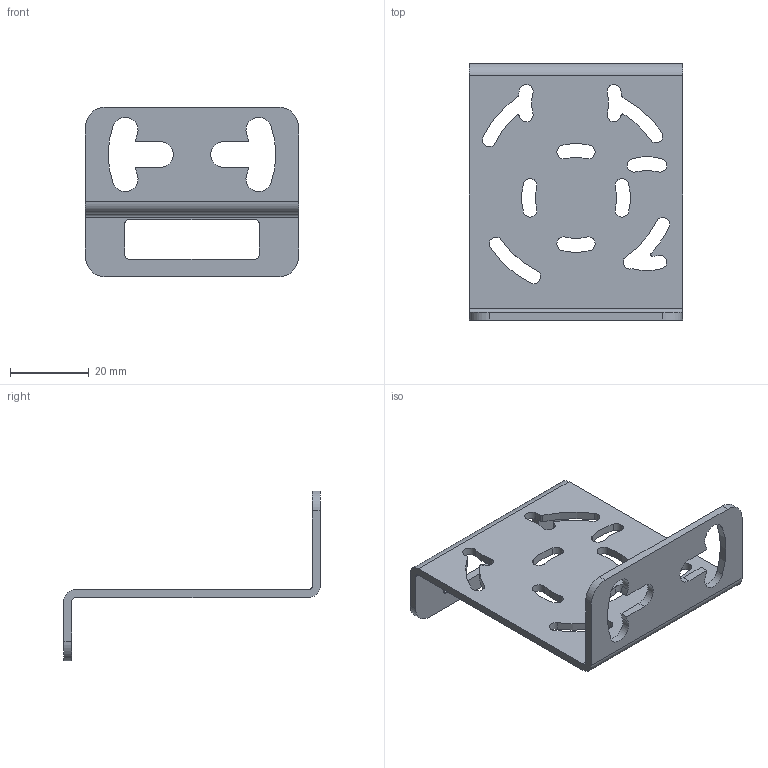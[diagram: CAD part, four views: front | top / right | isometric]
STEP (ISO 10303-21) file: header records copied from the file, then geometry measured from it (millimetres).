
FILE_DESCRIPTION((''),'2;1');
FILE_NAME('141776_SW','2008-08-08T',('banengservice'),('BANNER ENGINEERING'),'PRO/ENGINEER BY PARAMETRIC TECHNOLOGY CORPORATION, 2006170','PRO/ENGINEER BY PARAMETRIC TECHNOLOGY CORPORATION, 2006170','');
FILE_SCHEMA(('CONFIG_CONTROL_DESIGN'));
Length unit declared in the file: inch
Products named in the file (1): 141776_SW
Bounding box: 54 x 65 x 43 mm (x, y, z)
Volume: 8954.3 mm3; surface area: 10583.1 mm2
Topology: 1 solids, 1 shells, 95 faces, 279 edges, 186 vertices
Faces by surface type: cylinder 77, plane 18
Entity records: 3335 total; most frequent: DIRECTION 623, CARTESIAN_POINT 560, ORIENTED_EDGE 558, EDGE_CURVE 279, AXIS2_PLACEMENT_3D 249, VERTEX_POINT 186, CIRCLE 154, VECTOR 125
